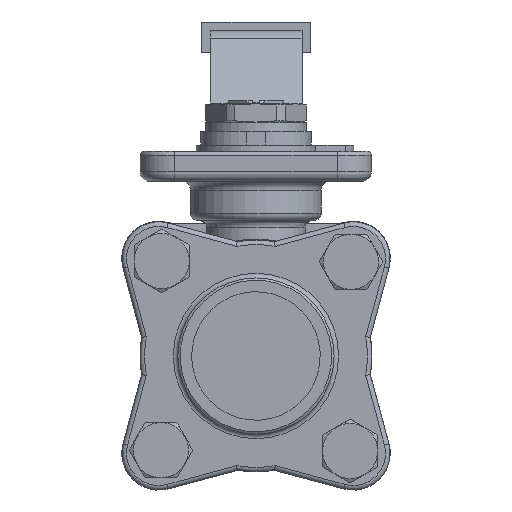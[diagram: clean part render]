
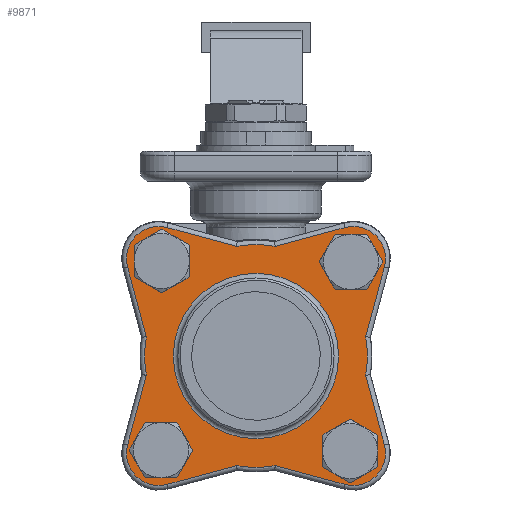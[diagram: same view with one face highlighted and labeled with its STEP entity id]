
A CAD part, front view. The second image highlights one B-rep face of the part: STEP entity #9871.
In plain terms, the highlighted planar face has unit normal (0, -1, 0).
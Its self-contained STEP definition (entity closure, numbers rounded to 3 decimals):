
#784=LINE('',#21580,#1297);
#785=LINE('',#21584,#1298);
#786=LINE('',#21588,#1299);
#787=LINE('',#21592,#1300);
#788=LINE('',#21596,#1301);
#789=LINE('',#21600,#1302);
#790=LINE('',#21604,#1303);
#791=LINE('',#21608,#1304);
#1297=VECTOR('',#17823,1000.);
#1298=VECTOR('',#17826,1000.);
#1299=VECTOR('',#17829,1000.);
#1300=VECTOR('',#17832,1000.);
#1301=VECTOR('',#17835,1000.);
#1302=VECTOR('',#17838,1000.);
#1303=VECTOR('',#17841,1000.);
#1304=VECTOR('',#17844,1000.);
#1614=PLANE('',#15127);
#4160=ORIENTED_EDGE('',*,*,#5867,.F.);
#4161=ORIENTED_EDGE('',*,*,#5195,.T.);
#4162=ORIENTED_EDGE('',*,*,#5869,.T.);
#4163=ORIENTED_EDGE('',*,*,#5138,.T.);
#4164=ORIENTED_EDGE('',*,*,#5870,.T.);
#4165=ORIENTED_EDGE('',*,*,#5062,.T.);
#4166=ORIENTED_EDGE('',*,*,#5871,.T.);
#4167=ORIENTED_EDGE('',*,*,#4982,.T.);
#4168=ORIENTED_EDGE('',*,*,#5872,.T.);
#4169=ORIENTED_EDGE('',*,*,#5873,.F.);
#4170=ORIENTED_EDGE('',*,*,#5874,.F.);
#4171=ORIENTED_EDGE('',*,*,#5875,.F.);
#4172=ORIENTED_EDGE('',*,*,#5876,.F.);
#4173=ORIENTED_EDGE('',*,*,#5877,.F.);
#4174=ORIENTED_EDGE('',*,*,#5878,.F.);
#4175=ORIENTED_EDGE('',*,*,#5879,.F.);
#4176=ORIENTED_EDGE('',*,*,#5880,.F.);
#4177=ORIENTED_EDGE('',*,*,#5881,.F.);
#4178=ORIENTED_EDGE('',*,*,#5882,.F.);
#4179=ORIENTED_EDGE('',*,*,#5883,.F.);
#4180=ORIENTED_EDGE('',*,*,#5884,.F.);
#4181=ORIENTED_EDGE('',*,*,#5885,.F.);
#4182=ORIENTED_EDGE('',*,*,#5886,.F.);
#4183=ORIENTED_EDGE('',*,*,#5887,.F.);
#4184=ORIENTED_EDGE('',*,*,#5888,.F.);
#4982=EDGE_CURVE('',#6297,#6298,#7166,.T.);
#5062=EDGE_CURVE('',#6363,#6364,#7199,.T.);
#5138=EDGE_CURVE('',#6417,#6418,#7236,.T.);
#5195=EDGE_CURVE('',#6453,#6454,#7257,.T.);
#5867=EDGE_CURVE('',#6888,#6888,#7547,.T.);
#5869=EDGE_CURVE('',#6454,#6453,#7549,.T.);
#5870=EDGE_CURVE('',#6418,#6417,#7550,.T.);
#5871=EDGE_CURVE('',#6364,#6363,#7551,.T.);
#5872=EDGE_CURVE('',#6298,#6297,#7552,.T.);
#5873=EDGE_CURVE('',#6890,#6891,#7553,.T.);
#5874=EDGE_CURVE('',#6892,#6890,#784,.T.);
#5875=EDGE_CURVE('',#6893,#6892,#7554,.T.);
#5876=EDGE_CURVE('',#6894,#6893,#785,.T.);
#5877=EDGE_CURVE('',#6895,#6894,#7555,.T.);
#5878=EDGE_CURVE('',#6896,#6895,#786,.T.);
#5879=EDGE_CURVE('',#6897,#6896,#7556,.T.);
#5880=EDGE_CURVE('',#6898,#6897,#787,.T.);
#5881=EDGE_CURVE('',#6899,#6898,#7557,.T.);
#5882=EDGE_CURVE('',#6900,#6899,#788,.T.);
#5883=EDGE_CURVE('',#6901,#6900,#7558,.T.);
#5884=EDGE_CURVE('',#6902,#6901,#789,.T.);
#5885=EDGE_CURVE('',#6903,#6902,#7559,.T.);
#5886=EDGE_CURVE('',#6904,#6903,#790,.T.);
#5887=EDGE_CURVE('',#6905,#6904,#7560,.T.);
#5888=EDGE_CURVE('',#6891,#6905,#791,.T.);
#6297=VERTEX_POINT('',#19260);
#6298=VERTEX_POINT('',#19261);
#6363=VERTEX_POINT('',#19476);
#6364=VERTEX_POINT('',#19477);
#6417=VERTEX_POINT('',#19686);
#6418=VERTEX_POINT('',#19687);
#6453=VERTEX_POINT('',#19838);
#6454=VERTEX_POINT('',#19839);
#6888=VERTEX_POINT('',#21569);
#6890=VERTEX_POINT('',#21578);
#6891=VERTEX_POINT('',#21579);
#6892=VERTEX_POINT('',#21581);
#6893=VERTEX_POINT('',#21583);
#6894=VERTEX_POINT('',#21585);
#6895=VERTEX_POINT('',#21587);
#6896=VERTEX_POINT('',#21589);
#6897=VERTEX_POINT('',#21591);
#6898=VERTEX_POINT('',#21593);
#6899=VERTEX_POINT('',#21595);
#6900=VERTEX_POINT('',#21597);
#6901=VERTEX_POINT('',#21599);
#6902=VERTEX_POINT('',#21601);
#6903=VERTEX_POINT('',#21603);
#6904=VERTEX_POINT('',#21605);
#6905=VERTEX_POINT('',#21607);
#7166=CIRCLE('',#14379,3.969);
#7199=CIRCLE('',#14431,3.969);
#7236=CIRCLE('',#14492,3.969);
#7257=CIRCLE('',#14534,3.969);
#7547=CIRCLE('',#15125,18.);
#7549=CIRCLE('',#15128,4.25);
#7550=CIRCLE('',#15129,4.25);
#7551=CIRCLE('',#15130,4.25);
#7552=CIRCLE('',#15131,4.25);
#7553=CIRCLE('',#15132,24.25);
#7554=CIRCLE('',#15133,7.);
#7555=CIRCLE('',#15134,24.25);
#7556=CIRCLE('',#15135,7.);
#7557=CIRCLE('',#15136,24.25);
#7558=CIRCLE('',#15137,7.);
#7559=CIRCLE('',#15138,24.25);
#7560=CIRCLE('',#15139,7.);
#8302=EDGE_LOOP('',(#4160));
#8303=EDGE_LOOP('',(#4161,#4162));
#8304=EDGE_LOOP('',(#4163,#4164));
#8305=EDGE_LOOP('',(#4165,#4166));
#8306=EDGE_LOOP('',(#4167,#4168));
#8307=EDGE_LOOP('',(#4169,#4170,#4171,#4172,#4173,#4174,#4175,#4176,#4177,
#4178,#4179,#4180,#4181,#4182,#4183,#4184));
#9072=FACE_BOUND('',#8302,.T.);
#9073=FACE_BOUND('',#8303,.T.);
#9074=FACE_BOUND('',#8304,.T.);
#9075=FACE_BOUND('',#8305,.T.);
#9076=FACE_BOUND('',#8306,.T.);
#9077=FACE_BOUND('',#8307,.T.);
#9871=ADVANCED_FACE('',(#9072,#9073,#9074,#9075,#9076,#9077),#1614,.T.);
#14379=AXIS2_PLACEMENT_3D('',#19259,#15968,#15969);
#14431=AXIS2_PLACEMENT_3D('',#19475,#16098,#16099);
#14492=AXIS2_PLACEMENT_3D('',#19685,#16239,#16240);
#14534=AXIS2_PLACEMENT_3D('',#19837,#16343,#16344);
#15125=AXIS2_PLACEMENT_3D('',#21568,#17807,#17808);
#15127=AXIS2_PLACEMENT_3D('',#21572,#17811,#17812);
#15128=AXIS2_PLACEMENT_3D('',#21573,#17813,#17814);
#15129=AXIS2_PLACEMENT_3D('',#21574,#17815,#17816);
#15130=AXIS2_PLACEMENT_3D('',#21575,#17817,#17818);
#15131=AXIS2_PLACEMENT_3D('',#21576,#17819,#17820);
#15132=AXIS2_PLACEMENT_3D('',#21577,#17821,#17822);
#15133=AXIS2_PLACEMENT_3D('',#21582,#17824,#17825);
#15134=AXIS2_PLACEMENT_3D('',#21586,#17827,#17828);
#15135=AXIS2_PLACEMENT_3D('',#21590,#17830,#17831);
#15136=AXIS2_PLACEMENT_3D('',#21594,#17833,#17834);
#15137=AXIS2_PLACEMENT_3D('',#21598,#17836,#17837);
#15138=AXIS2_PLACEMENT_3D('',#21602,#17839,#17840);
#15139=AXIS2_PLACEMENT_3D('',#21606,#17842,#17843);
#15968=DIRECTION('',(0.,1.,0.));
#15969=DIRECTION('',(0.,0.,1.));
#16098=DIRECTION('',(0.,1.,0.));
#16099=DIRECTION('',(-1.,0.,0.));
#16239=DIRECTION('',(0.,1.,0.));
#16240=DIRECTION('',(0.,0.,-1.));
#16343=DIRECTION('',(0.,1.,0.));
#16344=DIRECTION('',(1.,0.,0.));
#17807=DIRECTION('',(0.,-1.,0.));
#17808=DIRECTION('',(-1.,0.,0.));
#17811=DIRECTION('',(0.,-1.,0.));
#17812=DIRECTION('',(0.,0.,-1.));
#17813=DIRECTION('',(0.,1.,0.));
#17814=DIRECTION('',(0.,0.,1.));
#17815=DIRECTION('',(0.,1.,0.));
#17816=DIRECTION('',(1.,0.,0.));
#17817=DIRECTION('',(0.,1.,0.));
#17818=DIRECTION('',(0.,0.,-1.));
#17819=DIRECTION('',(0.,1.,0.));
#17820=DIRECTION('',(-1.,0.,0.));
#17821=DIRECTION('',(0.,1.,0.));
#17822=DIRECTION('',(0.,0.,-1.));
#17823=DIRECTION('',(-0.966,0.,0.259));
#17824=DIRECTION('',(0.,1.,0.));
#17825=DIRECTION('',(0.707,0.,-0.707));
#17826=DIRECTION('',(0.259,0.,-0.966));
#17827=DIRECTION('',(0.,1.,0.));
#17828=DIRECTION('',(1.,0.,0.));
#17829=DIRECTION('',(-0.259,0.,-0.966));
#17830=DIRECTION('',(0.,1.,0.));
#17831=DIRECTION('',(0.707,0.,0.707));
#17832=DIRECTION('',(0.966,0.,0.259));
#17833=DIRECTION('',(0.,1.,0.));
#17834=DIRECTION('',(0.,0.,1.));
#17835=DIRECTION('',(0.966,0.,-0.259));
#17836=DIRECTION('',(0.,1.,0.));
#17837=DIRECTION('',(-0.707,0.,0.707));
#17838=DIRECTION('',(-0.259,0.,0.966));
#17839=DIRECTION('',(0.,1.,0.));
#17840=DIRECTION('',(-1.,0.,0.));
#17841=DIRECTION('',(0.259,0.,0.966));
#17842=DIRECTION('',(0.,1.,0.));
#17843=DIRECTION('',(-0.707,0.,-0.707));
#17844=DIRECTION('',(-0.966,0.,-0.259));
#19259=CARTESIAN_POINT('',(-28.163,79.593,-187.193));
#19260=CARTESIAN_POINT('',(-31.167,79.593,-189.786));
#19261=CARTESIAN_POINT('',(-26.574,79.593,-183.556));
#19475=CARTESIAN_POINT('',(-27.978,79.593,-145.993));
#19476=CARTESIAN_POINT('',(-25.384,79.593,-148.997));
#19477=CARTESIAN_POINT('',(-31.614,79.593,-144.404));
#19685=CARTESIAN_POINT('',(-69.177,79.593,-145.808));
#19686=CARTESIAN_POINT('',(-66.173,79.593,-143.214));
#19687=CARTESIAN_POINT('',(-70.767,79.593,-149.444));
#19837=CARTESIAN_POINT('',(-69.363,79.593,-187.007));
#19838=CARTESIAN_POINT('',(-71.957,79.593,-184.003));
#19839=CARTESIAN_POINT('',(-65.726,79.593,-188.597));
#21568=CARTESIAN_POINT('',(-48.67,79.593,-166.5));
#21569=CARTESIAN_POINT('',(-66.67,79.593,-166.5));
#21572=CARTESIAN_POINT('',(-27.545,79.593,-166.5));
#21573=CARTESIAN_POINT('',(-69.884,79.593,-187.714));
#21574=CARTESIAN_POINT('',(-69.884,79.593,-145.287));
#21575=CARTESIAN_POINT('',(-27.457,79.593,-145.287));
#21576=CARTESIAN_POINT('',(-27.457,79.593,-187.714));
#21577=CARTESIAN_POINT('',(-48.67,79.593,-166.5));
#21578=CARTESIAN_POINT('',(-44.511,79.593,-190.391));
#21579=CARTESIAN_POINT('',(-52.83,79.593,-190.391));
#21580=CARTESIAN_POINT('',(-29.269,79.593,-194.475));
#21581=CARTESIAN_POINT('',(-29.269,79.593,-194.475));
#21582=CARTESIAN_POINT('',(-27.457,79.593,-187.714));
#21583=CARTESIAN_POINT('',(-20.696,79.593,-185.902));
#21584=CARTESIAN_POINT('',(-24.78,79.593,-170.66));
#21585=CARTESIAN_POINT('',(-24.78,79.593,-170.66));
#21586=CARTESIAN_POINT('',(-48.67,79.593,-166.5));
#21587=CARTESIAN_POINT('',(-24.78,79.593,-162.341));
#21588=CARTESIAN_POINT('',(-20.696,79.593,-147.099));
#21589=CARTESIAN_POINT('',(-20.696,79.593,-147.099));
#21590=CARTESIAN_POINT('',(-27.457,79.593,-145.287));
#21591=CARTESIAN_POINT('',(-29.269,79.593,-138.526));
#21592=CARTESIAN_POINT('',(-44.511,79.593,-142.61));
#21593=CARTESIAN_POINT('',(-44.511,79.593,-142.61));
#21594=CARTESIAN_POINT('',(-48.67,79.593,-166.5));
#21595=CARTESIAN_POINT('',(-52.83,79.593,-142.61));
#21596=CARTESIAN_POINT('',(-68.072,79.593,-138.526));
#21597=CARTESIAN_POINT('',(-68.072,79.593,-138.526));
#21598=CARTESIAN_POINT('',(-69.884,79.593,-145.287));
#21599=CARTESIAN_POINT('',(-76.645,79.593,-147.099));
#21600=CARTESIAN_POINT('',(-72.561,79.593,-162.341));
#21601=CARTESIAN_POINT('',(-72.561,79.593,-162.341));
#21602=CARTESIAN_POINT('',(-48.67,79.593,-166.5));
#21603=CARTESIAN_POINT('',(-72.561,79.593,-170.66));
#21604=CARTESIAN_POINT('',(-76.645,79.593,-185.902));
#21605=CARTESIAN_POINT('',(-76.645,79.593,-185.902));
#21606=CARTESIAN_POINT('',(-69.884,79.593,-187.714));
#21607=CARTESIAN_POINT('',(-68.072,79.593,-194.475));
#21608=CARTESIAN_POINT('',(-52.83,79.593,-190.391));
